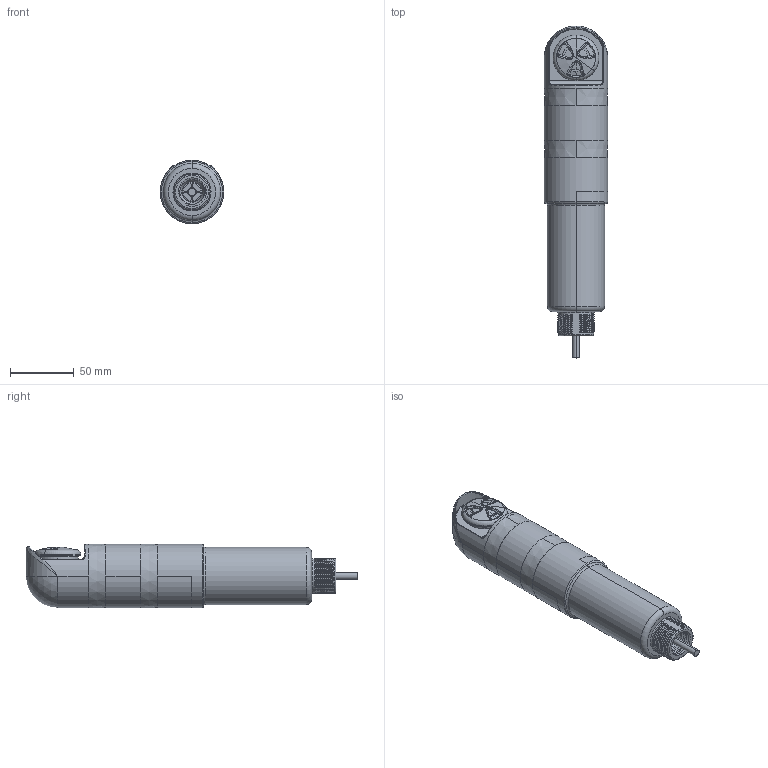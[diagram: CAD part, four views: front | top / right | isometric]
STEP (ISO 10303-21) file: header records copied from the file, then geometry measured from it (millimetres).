
FILE_DESCRIPTION((''),'2;1');
FILE_NAME('168254_SM01_ASM','2023-07-06T12:02:42',('banengservice'),('BANNER ENGINEERING'),'CREO PARAMETRIC BY PTC INC, 2022414','CREO PARAMETRIC BY PTC INC, 2022414','');
FILE_SCHEMA(('CONFIG_CONTROL_DESIGN'));
Products named in the file (3): 168254_EP01; CABLE_215; 168254_SM01_ASM
Assembly tree (2 placements, depth 2):
  168254_SM01_ASM
    168254_EP01
    CABLE_215
Bounding box: 50 x 260.87 x 50 mm (x, y, z)
Volume: 396988.3 mm3; surface area: 46975.2 mm2
Topology: 3 solids, 4 shells, 365 faces, 963 edges, 598 vertices
Faces by surface type: bspline 134, cylinder 94, extrusion 45, torus 38, plane 25, cone 12, sphere 11, revolution 6
Entity records: 40844 total; most frequent: CARTESIAN_POINT 33006, ORIENTED_EDGE 1900, DIRECTION 1145, EDGE_CURVE 950, VERTEX_POINT 598, B_SPLINE_CURVE_WITH_KNOTS 525, AXIS2_PLACEMENT_3D 431, EDGE_LOOP 386
